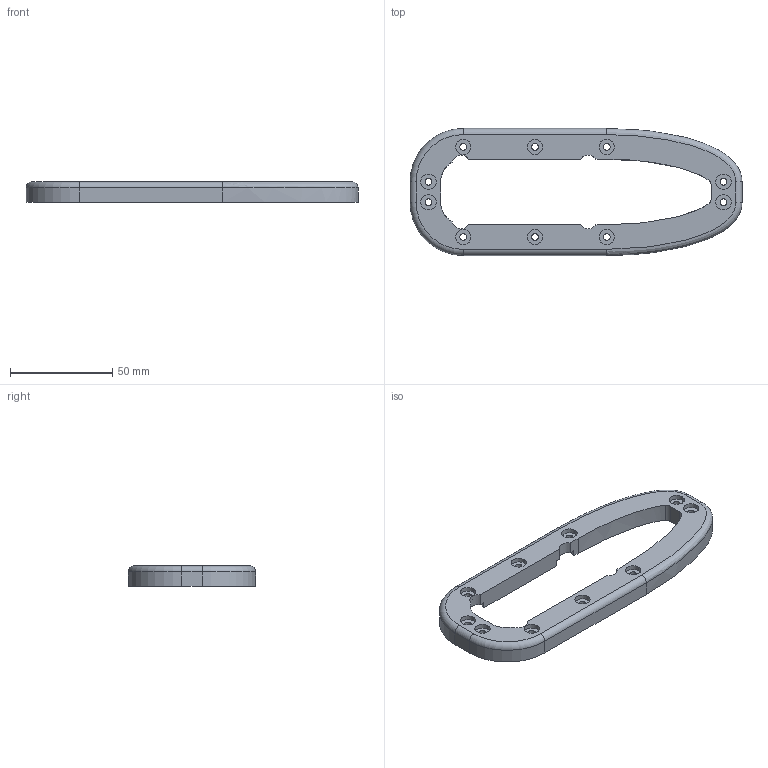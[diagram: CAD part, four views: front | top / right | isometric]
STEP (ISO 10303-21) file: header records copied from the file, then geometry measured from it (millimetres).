
FILE_DESCRIPTION (( 'STEP AP214' ), '1' );
FILE_NAME ('footbottom.STEP', '2025-05-05T03:50:00', ( '' ), ( '' ), 'SwSTEP 2.0', 'SolidWorks 2021', '' );
FILE_SCHEMA (( 'AUTOMOTIVE_DESIGN' ));
Length unit declared in the file: millimetre
Products named in the file (1): footbottom
Bounding box: 162 x 62 x 10 mm (x, y, z)
Volume: 37377.5 mm3; surface area: 20058 mm2
Topology: 1 solids, 1 shells, 133 faces, 334 edges, 214 vertices
Faces by surface type: cylinder 66, plane 47, bspline 14, cone 4, torus 2
Entity records: 7015 total; most frequent: CARTESIAN_POINT 3733, DIRECTION 682, ORIENTED_EDGE 668, EDGE_CURVE 334, AXIS2_PLACEMENT_3D 262, VERTEX_POINT 214, EDGE_LOOP 166, VECTOR 158
